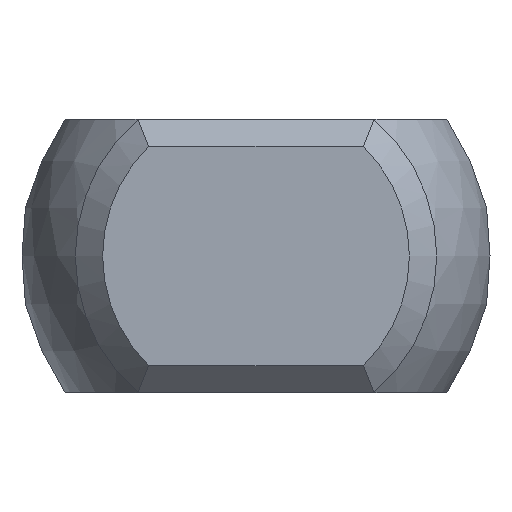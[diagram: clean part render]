
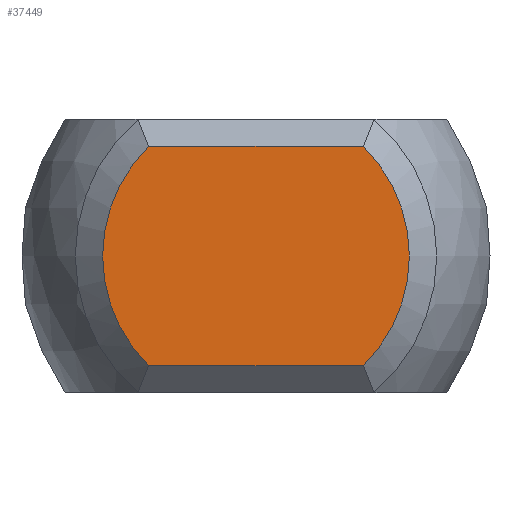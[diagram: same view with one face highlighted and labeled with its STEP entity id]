
A CAD part, left-side view. The second image highlights one B-rep face of the part: STEP entity #37449.
In plain terms, the highlighted planar face has unit normal (-1, 0, 0).
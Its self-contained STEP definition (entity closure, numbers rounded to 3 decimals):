
#35836 = PLANE('',#35837);
#35837 = AXIS2_PLACEMENT_3D('',#35838,#35839,#35840);
#35838 = CARTESIAN_POINT('',(-24.75,3.125,2.25));
#35839 = DIRECTION('',(-0.707,0.,0.707));
#35840 = DIRECTION('',(0.707,0.,0.707));
#37093 = EDGE_CURVE('',#37094,#37096,#37098,.T.);
#37094 = VERTEX_POINT('',#37095);
#37095 = CARTESIAN_POINT('',(-25.,-1.96,-2.));
#37096 = VERTEX_POINT('',#37097);
#37097 = CARTESIAN_POINT('',(-25.,1.96,-2.));
#37098 = SURFACE_CURVE('',#37099,(#37103,#37115),.PCURVE_S1.);
#37099 = LINE('',#37100,#37101);
#37100 = CARTESIAN_POINT('',(-25.,-3.125,-2.));
#37101 = VECTOR('',#37102,1.);
#37102 = DIRECTION('',(0.,1.,0.));
#37103 = PCURVE('',#37104,#37109);
#37104 = PLANE('',#37105);
#37105 = AXIS2_PLACEMENT_3D('',#37106,#37107,#37108);
#37106 = CARTESIAN_POINT('',(-24.75,-3.125,-2.25));
#37107 = DIRECTION('',(-0.707,0.,
    -0.707));
#37108 = DIRECTION('',(-0.707,0.,0.707));
#37109 = DEFINITIONAL_REPRESENTATION('',(#37110),#37114);
#37110 = LINE('',#37111,#37112);
#37111 = CARTESIAN_POINT('',(0.354,0.));
#37112 = VECTOR('',#37113,1.);
#37113 = DIRECTION('',(0.,1.));
#37114 = ( GEOMETRIC_REPRESENTATION_CONTEXT(2) 
PARAMETRIC_REPRESENTATION_CONTEXT() REPRESENTATION_CONTEXT('2D SPACE',''
  ) );
#37115 = PCURVE('',#37116,#37121);
#37116 = PLANE('',#37117);
#37117 = AXIS2_PLACEMENT_3D('',#37118,#37119,#37120);
#37118 = CARTESIAN_POINT('',(-25.,0.,0.));
#37119 = DIRECTION('',(1.,0.,0.));
#37120 = DIRECTION('',(0.,0.,-1.));
#37121 = DEFINITIONAL_REPRESENTATION('',(#37122),#37126);
#37122 = LINE('',#37123,#37124);
#37123 = CARTESIAN_POINT('',(2.,-3.125));
#37124 = VECTOR('',#37125,1.);
#37125 = DIRECTION('',(0.,1.));
#37126 = ( GEOMETRIC_REPRESENTATION_CONTEXT(2) 
PARAMETRIC_REPRESENTATION_CONTEXT() REPRESENTATION_CONTEXT('2D SPACE',''
  ) );
#37146 = CONICAL_SURFACE('',#37147,3.05,0.785);
#37147 = AXIS2_PLACEMENT_3D('',#37148,#37149,#37150);
#37148 = CARTESIAN_POINT('',(-24.75,0.,0.));
#37149 = DIRECTION('',(1.,0.,0.));
#37150 = DIRECTION('',(-0.,1.,0.));
#37196 = CONICAL_SURFACE('',#37197,3.05,0.785);
#37197 = AXIS2_PLACEMENT_3D('',#37198,#37199,#37200);
#37198 = CARTESIAN_POINT('',(-24.75,0.,0.));
#37199 = DIRECTION('',(1.,0.,0.));
#37200 = DIRECTION('',(0.,-1.,0.));
#37210 = EDGE_CURVE('',#37211,#37213,#37215,.T.);
#37211 = VERTEX_POINT('',#37212);
#37212 = CARTESIAN_POINT('',(-25.,1.96,2.));
#37213 = VERTEX_POINT('',#37214);
#37214 = CARTESIAN_POINT('',(-25.,-1.96,2.));
#37215 = SURFACE_CURVE('',#37216,(#37220,#37227),.PCURVE_S1.);
#37216 = LINE('',#37217,#37218);
#37217 = CARTESIAN_POINT('',(-25.,3.125,2.));
#37218 = VECTOR('',#37219,1.);
#37219 = DIRECTION('',(0.,-1.,0.));
#37220 = PCURVE('',#35836,#37221);
#37221 = DEFINITIONAL_REPRESENTATION('',(#37222),#37226);
#37222 = LINE('',#37223,#37224);
#37223 = CARTESIAN_POINT('',(-0.354,0.));
#37224 = VECTOR('',#37225,1.);
#37225 = DIRECTION('',(0.,-1.));
#37226 = ( GEOMETRIC_REPRESENTATION_CONTEXT(2) 
PARAMETRIC_REPRESENTATION_CONTEXT() REPRESENTATION_CONTEXT('2D SPACE',''
  ) );
#37227 = PCURVE('',#37116,#37228);
#37228 = DEFINITIONAL_REPRESENTATION('',(#37229),#37233);
#37229 = LINE('',#37230,#37231);
#37230 = CARTESIAN_POINT('',(-2.,3.125));
#37231 = VECTOR('',#37232,1.);
#37232 = DIRECTION('',(0.,-1.));
#37233 = ( GEOMETRIC_REPRESENTATION_CONTEXT(2) 
PARAMETRIC_REPRESENTATION_CONTEXT() REPRESENTATION_CONTEXT('2D SPACE',''
  ) );
#37306 = EDGE_CURVE('',#37213,#37094,#37307,.T.);
#37307 = SURFACE_CURVE('',#37308,(#37313,#37320),.PCURVE_S1.);
#37308 = CIRCLE('',#37309,2.8);
#37309 = AXIS2_PLACEMENT_3D('',#37310,#37311,#37312);
#37310 = CARTESIAN_POINT('',(-25.,0.,0.));
#37311 = DIRECTION('',(1.,0.,0.));
#37312 = DIRECTION('',(0.,-1.,0.));
#37313 = PCURVE('',#37196,#37314);
#37314 = DEFINITIONAL_REPRESENTATION('',(#37315),#37319);
#37315 = LINE('',#37316,#37317);
#37316 = CARTESIAN_POINT('',(-6.283,-0.25));
#37317 = VECTOR('',#37318,1.);
#37318 = DIRECTION('',(1.,0.));
#37319 = ( GEOMETRIC_REPRESENTATION_CONTEXT(2) 
PARAMETRIC_REPRESENTATION_CONTEXT() REPRESENTATION_CONTEXT('2D SPACE',''
  ) );
#37320 = PCURVE('',#37116,#37321);
#37321 = DEFINITIONAL_REPRESENTATION('',(#37322),#37326);
#37322 = CIRCLE('',#37323,2.8);
#37323 = AXIS2_PLACEMENT_2D('',#37324,#37325);
#37324 = CARTESIAN_POINT('',(0.,0.));
#37325 = DIRECTION('',(0.,-1.));
#37326 = ( GEOMETRIC_REPRESENTATION_CONTEXT(2) 
PARAMETRIC_REPRESENTATION_CONTEXT() REPRESENTATION_CONTEXT('2D SPACE',''
  ) );
#37332 = EDGE_CURVE('',#37096,#37211,#37333,.T.);
#37333 = SURFACE_CURVE('',#37334,(#37339,#37346),.PCURVE_S1.);
#37334 = CIRCLE('',#37335,2.8);
#37335 = AXIS2_PLACEMENT_3D('',#37336,#37337,#37338);
#37336 = CARTESIAN_POINT('',(-25.,0.,0.));
#37337 = DIRECTION('',(1.,0.,0.));
#37338 = DIRECTION('',(-0.,1.,0.));
#37339 = PCURVE('',#37146,#37340);
#37340 = DEFINITIONAL_REPRESENTATION('',(#37341),#37345);
#37341 = LINE('',#37342,#37343);
#37342 = CARTESIAN_POINT('',(0.,-0.25));
#37343 = VECTOR('',#37344,1.);
#37344 = DIRECTION('',(1.,0.));
#37345 = ( GEOMETRIC_REPRESENTATION_CONTEXT(2) 
PARAMETRIC_REPRESENTATION_CONTEXT() REPRESENTATION_CONTEXT('2D SPACE',''
  ) );
#37346 = PCURVE('',#37116,#37347);
#37347 = DEFINITIONAL_REPRESENTATION('',(#37348),#37352);
#37348 = CIRCLE('',#37349,2.8);
#37349 = AXIS2_PLACEMENT_2D('',#37350,#37351);
#37350 = CARTESIAN_POINT('',(0.,0.));
#37351 = DIRECTION('',(0.,1.));
#37352 = ( GEOMETRIC_REPRESENTATION_CONTEXT(2) 
PARAMETRIC_REPRESENTATION_CONTEXT() REPRESENTATION_CONTEXT('2D SPACE',''
  ) );
#37449 = ADVANCED_FACE('',(#37450),#37116,.F.);
#37450 = FACE_BOUND('',#37451,.T.);
#37451 = EDGE_LOOP('',(#37452,#37453,#37454,#37455));
#37452 = ORIENTED_EDGE('',*,*,#37210,.F.);
#37453 = ORIENTED_EDGE('',*,*,#37332,.F.);
#37454 = ORIENTED_EDGE('',*,*,#37093,.F.);
#37455 = ORIENTED_EDGE('',*,*,#37306,.F.);
